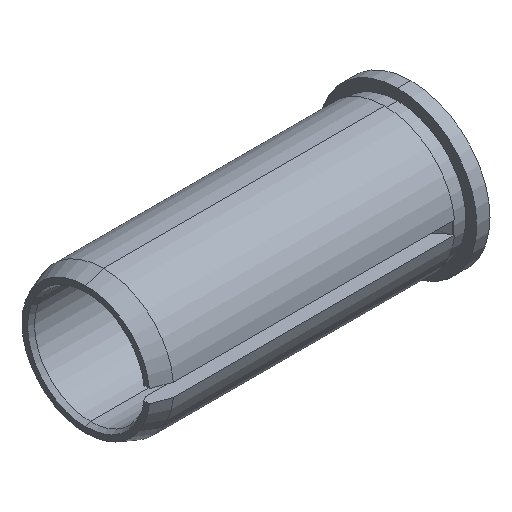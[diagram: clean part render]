
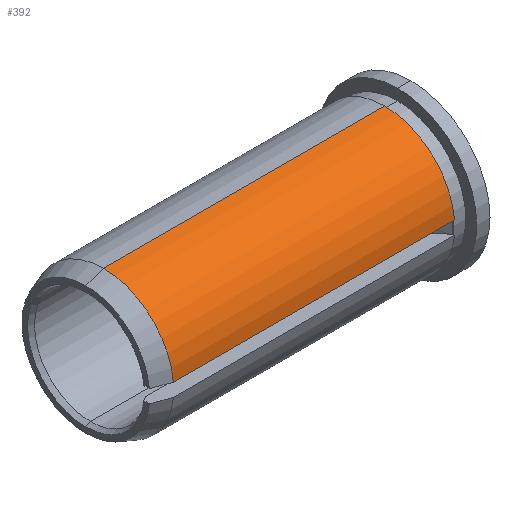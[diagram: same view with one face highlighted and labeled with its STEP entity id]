
A CAD part, isometric view. The second image highlights one B-rep face of the part: STEP entity #392.
In plain terms, the highlighted cylindrical face has radius 8 mm (diameter 16 mm), a partial arc.
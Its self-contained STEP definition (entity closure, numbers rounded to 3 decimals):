
#63 = ORIENTED_EDGE ( 'NONE', *, *, #566, .T. ) ;
#68 = VECTOR ( 'NONE', #638, 1000. ) ;
#100 = LINE ( 'NONE', #537, #706 ) ;
#126 = CARTESIAN_POINT ( 'NONE',  ( -38.588, 0., 0. ) ) ;
#138 = DIRECTION ( 'NONE',  ( -1., 0., 0. ) ) ;
#141 = EDGE_CURVE ( 'NONE', #309, #464, #230, .T. ) ;
#156 = CARTESIAN_POINT ( 'NONE',  ( -35., 0., 8. ) ) ;
#178 = CARTESIAN_POINT ( 'NONE',  ( -3., -7.965, 0.75 ) ) ;
#230 = LINE ( 'NONE', #469, #68 ) ;
#261 = EDGE_LOOP ( 'NONE', ( #63, #429, #298, #739 ) ) ;
#264 = EDGE_CURVE ( 'NONE', #698, #611, #100, .T. ) ;
#266 = CARTESIAN_POINT ( 'NONE',  ( -3., 0., 0. ) ) ;
#274 = DIRECTION ( 'NONE',  ( 0., 0., 1. ) ) ;
#289 = CIRCLE ( 'NONE', #727, 8. ) ;
#298 = ORIENTED_EDGE ( 'NONE', *, *, #764, .F. ) ;
#299 = CYLINDRICAL_SURFACE ( 'NONE', #374, 8. ) ;
#309 = VERTEX_POINT ( 'NONE', #178 ) ;
#329 = CARTESIAN_POINT ( 'NONE',  ( -35., -7.965, 0.75 ) ) ;
#374 = AXIS2_PLACEMENT_3D ( 'NONE', #126, #540, #479 ) ;
#379 = DIRECTION ( 'NONE',  ( -1., 0., 0. ) ) ;
#392 = ADVANCED_FACE ( 'NONE', ( #603 ), #299, .T. ) ;
#429 = ORIENTED_EDGE ( 'NONE', *, *, #264, .T. ) ;
#449 = CIRCLE ( 'NONE', #687, 8. ) ;
#464 = VERTEX_POINT ( 'NONE', #329 ) ;
#469 = CARTESIAN_POINT ( 'NONE',  ( -38.588, -7.965, 0.75 ) ) ;
#473 = CARTESIAN_POINT ( 'NONE',  ( -3., 0., 8. ) ) ;
#479 = DIRECTION ( 'NONE',  ( 0., 0., 1. ) ) ;
#537 = CARTESIAN_POINT ( 'NONE',  ( -38.588, 0., 8. ) ) ;
#540 = DIRECTION ( 'NONE',  ( -1., 0., 0. ) ) ;
#566 = EDGE_CURVE ( 'NONE', #309, #698, #449, .T. ) ;
#603 = FACE_OUTER_BOUND ( 'NONE', #261, .T. ) ;
#611 = VERTEX_POINT ( 'NONE', #156 ) ;
#638 = DIRECTION ( 'NONE',  ( -1., 0., 0. ) ) ;
#672 = CARTESIAN_POINT ( 'NONE',  ( -35., 0., 0. ) ) ;
#687 = AXIS2_PLACEMENT_3D ( 'NONE', #266, #379, #274 ) ;
#698 = VERTEX_POINT ( 'NONE', #473 ) ;
#706 = VECTOR ( 'NONE', #779, 1000. ) ;
#727 = AXIS2_PLACEMENT_3D ( 'NONE', #672, #138, #732 ) ;
#732 = DIRECTION ( 'NONE',  ( 0., 0., 1. ) ) ;
#739 = ORIENTED_EDGE ( 'NONE', *, *, #141, .F. ) ;
#764 = EDGE_CURVE ( 'NONE', #464, #611, #289, .T. ) ;
#779 = DIRECTION ( 'NONE',  ( -1., 0., 0. ) ) ;
